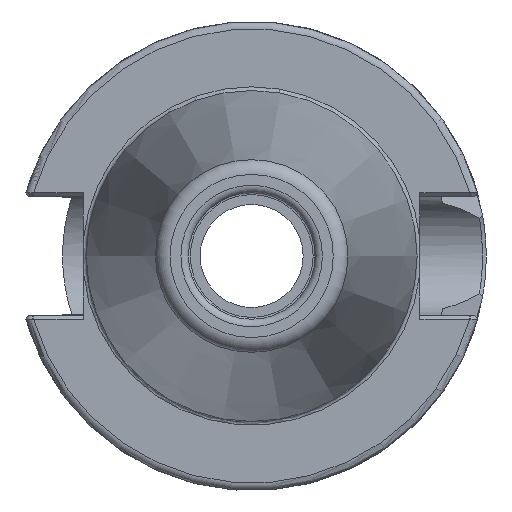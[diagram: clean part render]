
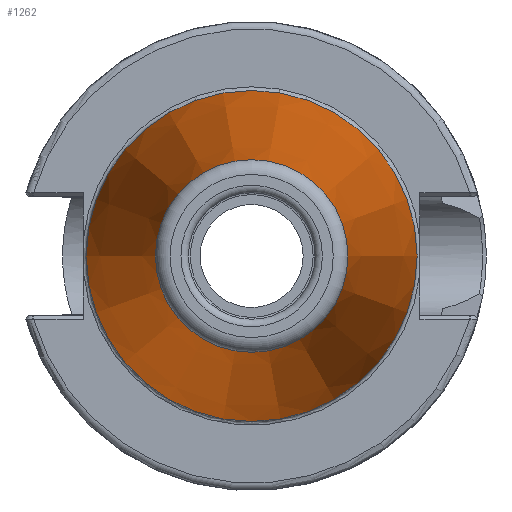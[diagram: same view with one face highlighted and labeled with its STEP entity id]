
A CAD part, left-side view. The second image highlights one B-rep face of the part: STEP entity #1262.
In plain terms, the highlighted conical face has half-angle 8.297 degrees and reference radius 17.581 mm.
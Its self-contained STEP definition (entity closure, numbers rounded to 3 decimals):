
#47=CONICAL_SURFACE('',#1393,17.581,0.145);
#107=LINE('',#2753,#170);
#170=VECTOR('',#1695,17.581);
#295=FACE_OUTER_BOUND('',#367,.T.);
#367=EDGE_LOOP('',(#1096,#1097,#1098,#1099,#1100,#1101,#1102));
#433=CIRCLE('',#1389,12.937);
#434=CIRCLE('',#1390,12.937);
#435=CIRCLE('',#1391,12.937);
#437=CIRCLE('',#1394,22.225);
#438=CIRCLE('',#1395,22.225);
#574=VERTEX_POINT('',#2741);
#575=VERTEX_POINT('',#2742);
#576=VERTEX_POINT('',#2744);
#577=VERTEX_POINT('',#2749);
#578=VERTEX_POINT('',#2750);
#756=EDGE_CURVE('',#574,#575,#433,.T.);
#757=EDGE_CURVE('',#576,#574,#434,.T.);
#758=EDGE_CURVE('',#575,#576,#435,.T.);
#760=EDGE_CURVE('',#577,#578,#437,.T.);
#761=EDGE_CURVE('',#578,#577,#438,.T.);
#762=EDGE_CURVE('',#578,#576,#107,.T.);
#1096=ORIENTED_EDGE('',*,*,#760,.F.);
#1097=ORIENTED_EDGE('',*,*,#761,.F.);
#1098=ORIENTED_EDGE('',*,*,#762,.T.);
#1099=ORIENTED_EDGE('',*,*,#757,.T.);
#1100=ORIENTED_EDGE('',*,*,#756,.T.);
#1101=ORIENTED_EDGE('',*,*,#758,.T.);
#1102=ORIENTED_EDGE('',*,*,#762,.F.);
#1262=ADVANCED_FACE('',(#295),#47,.T.);
#1389=AXIS2_PLACEMENT_3D('',#2743,#1681,#1682);
#1390=AXIS2_PLACEMENT_3D('',#2745,#1683,#1684);
#1391=AXIS2_PLACEMENT_3D('',#2746,#1685,#1686);
#1393=AXIS2_PLACEMENT_3D('',#2748,#1689,#1690);
#1394=AXIS2_PLACEMENT_3D('',#2751,#1691,#1692);
#1395=AXIS2_PLACEMENT_3D('',#2752,#1693,#1694);
#1681=DIRECTION('center_axis',(1.,0.,0.));
#1682=DIRECTION('ref_axis',(0.,0.,-1.));
#1683=DIRECTION('center_axis',(1.,0.,0.));
#1684=DIRECTION('ref_axis',(0.,0.,-1.));
#1685=DIRECTION('center_axis',(1.,0.,0.));
#1686=DIRECTION('ref_axis',(0.,0.,-1.));
#1689=DIRECTION('center_axis',(1.,0.,0.));
#1690=DIRECTION('ref_axis',(0.,1.,0.));
#1691=DIRECTION('center_axis',(1.,0.,0.));
#1692=DIRECTION('ref_axis',(0.,0.,-1.));
#1693=DIRECTION('center_axis',(1.,0.,0.));
#1694=DIRECTION('ref_axis',(0.,0.,-1.));
#1695=DIRECTION('',(-0.99,0.144,0.));
#2741=CARTESIAN_POINT('',(-63.689,12.937,0.));
#2742=CARTESIAN_POINT('',(-63.689,0.,12.937));
#2743=CARTESIAN_POINT('Origin',(-63.689,0.,
0.));
#2744=CARTESIAN_POINT('',(-63.689,-12.937,0.));
#2745=CARTESIAN_POINT('Origin',(-63.689,0.,
0.));
#2746=CARTESIAN_POINT('Origin',(-63.689,0.,
0.));
#2748=CARTESIAN_POINT('Origin',(-31.844,0.,
0.));
#2749=CARTESIAN_POINT('',(0.,22.225,0.));
#2750=CARTESIAN_POINT('',(0.,-22.225,0.));
#2751=CARTESIAN_POINT('Origin',(0.,0.,
0.));
#2752=CARTESIAN_POINT('Origin',(0.,0.,
0.));
#2753=CARTESIAN_POINT('',(-31.844,-17.581,0.));
